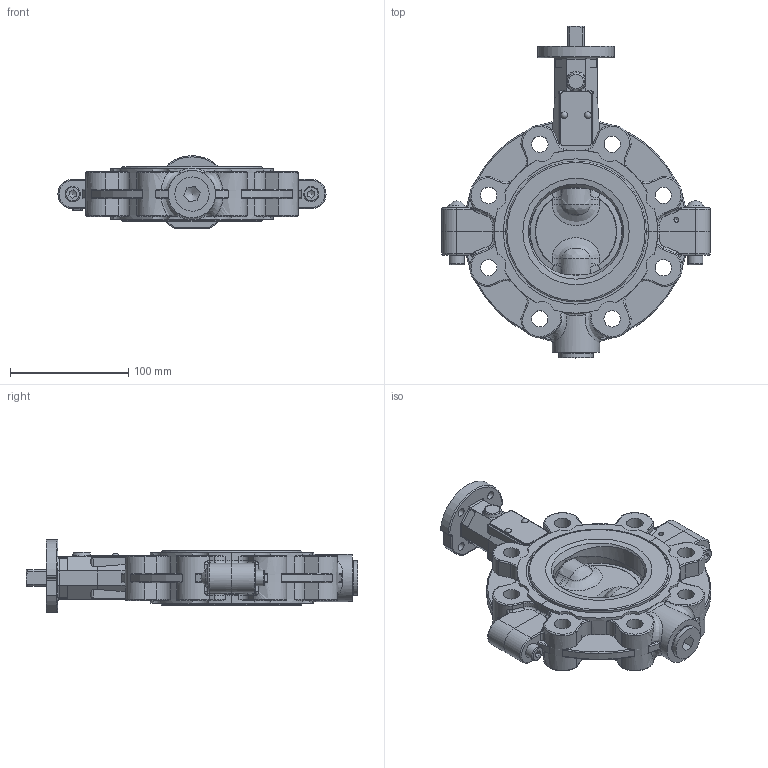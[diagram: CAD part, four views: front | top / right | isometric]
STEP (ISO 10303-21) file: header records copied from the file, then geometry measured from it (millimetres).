
FILE_DESCRIPTION((''),'2;1');
FILE_NAME('T214-A DN80.stp','2007-11-13T13:40:27',('hellwig'),(''),'Autodesk Inventor 11','Autodesk Inventor 11','');
FILE_SCHEMA(('AUTOMOTIVE_DESIGN { 1 0 10303 214 1 1 1 1 }'));
Length unit declared in the file: millimetre
Products named in the file (18): T214-A DN080; T41F-080-0003-24-1; T41F-080-0003-24-2; MP1K-080-0000-31; SW1F-080-0014-34; DIN 7603  A A24 x 29  (Pag); DIN 908  (Feingewinde) M24 x 1; DIN 912  (Regelgewinde) - ersetzt durch DIN EN ISO 4762 M8 x 30; WURS-080-0003-40; KNXF-000-0003-40; TF 32,4x19x1,75; KDXF-080-0002-41; Lagerbuchse 18x20x15; O-Ring 18x2; KTXF-000-0008-30; DIN EN ISO 8746  A 3 x 6 - A St; KRXF-000-0014-41 [DN80-125]; Elast-000-4-034 R07_Elastomereinlage für Nennweite 80 [Title [Summary]=DN80]
Assembly tree (32 placements, depth 2):
  T214-A DN080
    T41F-080-0003-24-1
    T41F-080-0003-24-2
    MP1K-080-0000-31
    SW1F-080-0014-34
    DIN 7603  A A24 x 29  (Pag)
    DIN 908  (Feingewinde) M24 x 1
    DIN 912  (Regelgewinde) - ersetzt durch DIN EN ISO 4762 M8 x 30  x2
    WURS-080-0003-40
    KNXF-000-0003-40  x2
    TF 32,4x19x1,75  x8
    KDXF-080-0002-41  x2
    Lagerbuchse 18x20x15  x3
    O-Ring 18x2  x2
    KTXF-000-0008-30
    DIN EN ISO 8746  A 3 x 6 - A St  x2
    KRXF-000-0014-41 [DN80-125]
    Elast-000-4-034 R07_Elastomereinlage für Nennweite 80 [Title [Summary]=DN80]  x2
Bounding box: 227 x 281 x 61.5 mm (x, y, z)
Volume: 944659.9 mm3; surface area: 267299.9 mm2
Topology: 32 solids, 32 shells, 1228 faces, 3087 edges, 1949 vertices
Faces by surface type: bspline 378, plane 358, cylinder 301, torus 102, cone 85, sphere 4
Full cylindrical faces by diameter (mm): 3 x2, 3.2 x2, 8 x2, 8.376 x2, 10 x1, 13 x2, 18 x12, 18.1 x2, 19 x9, 20 x4, 20.7 x2, 23 x3, 23.1 x2, 24 x1, 24.3 x1, 25.2 x1, 28.9 x1, 29 x1, 32.4 x8, 33 x4, 35.1 x1, 40 x1, 85.5 x1, 119 x2
Entity records: 46230 total; most frequent: CARTESIAN_POINT 20747, ORIENTED_EDGE 5436, DIRECTION 4586, EDGE_CURVE 2718, VERTEX_POINT 1789, AXIS2_PLACEMENT_3D 1705, EDGE_LOOP 1359, VECTOR 1176
